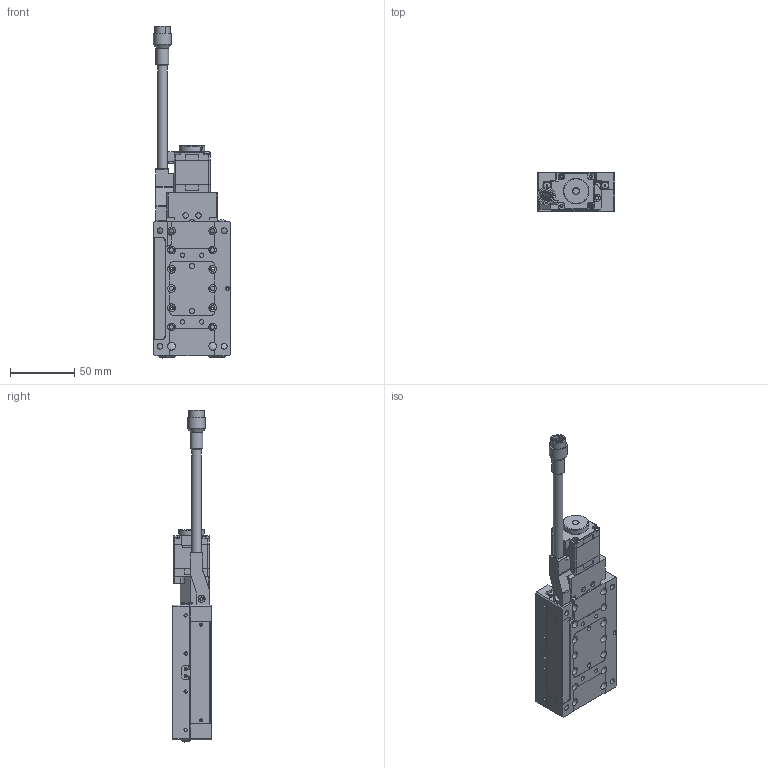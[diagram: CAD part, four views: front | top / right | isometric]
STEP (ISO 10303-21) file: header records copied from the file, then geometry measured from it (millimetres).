
FILE_DESCRIPTION (( 'STEP AP203' ), '1' );
FILE_NAME ('ALX6060-.STEP', '2024-05-15T04:02:37', ( '' ), ( '' ), 'SwSTEP 2.0', 'SolidWorks 2023', '' );
FILE_SCHEMA (( 'CONFIG_CONTROL_DESIGN' ));
Length unit declared in the file: millimetre
Products named in the file (1): ALX6060-
Bounding box: 60.15 x 30 x 258.82 mm (x, y, z)
Surface area: 70742.6 mm2 (no closed solid volume)
Topology: 0 solids, 41 shells, 564 faces, 2098 edges, 1470 vertices
Faces by surface type: plane 325, cylinder 190, cone 27, torus 18, bspline 4
Full cylindrical faces by diameter (mm): 0.6 x12, 1.6 x4, 2.05 x4, 2.4 x2, 2.5 x15, 2.6 x2, 2.9 x1, 3 x2, 3.3 x9, 3.4 x4, 4 x5, 4.3 x2, 4.4 x2, 4.5 x4, 5 x1, 5.5 x1, 6 x29, 7.5 x1, 10 x1, 14 x1, 20 x1
Entity records: 21691 total; most frequent: CARTESIAN_POINT 4716, DIRECTION 3516, ORIENTED_EDGE 3013, EDGE_CURVE 1880, VERTEX_POINT 1394, LINE 1196, VECTOR 1196, AXIS2_PLACEMENT_3D 1160
